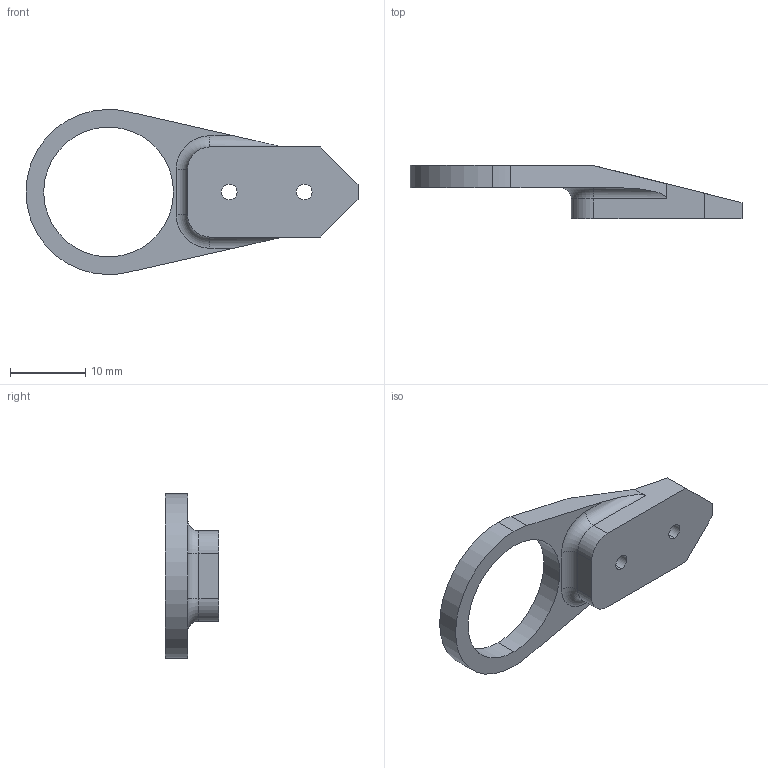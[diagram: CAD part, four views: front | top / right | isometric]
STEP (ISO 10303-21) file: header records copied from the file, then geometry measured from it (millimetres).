
FILE_DESCRIPTION (( 'STEP AP214' ), '1' );
FILE_NAME ('SLS_leg_upper_base.STEP', '2023-11-05T20:27:06', ( '' ), ( '' ), 'SwSTEP 2.0', 'SolidWorks 2023', '' );
FILE_SCHEMA (( 'AUTOMOTIVE_DESIGN' ));
Length unit declared in the file: millimetre
Products named in the file (1): SLS_leg_upper_base
Bounding box: 44.26 x 7.15 x 22.02 mm (x, y, z)
Volume: 1531.9 mm3; surface area: 1635.9 mm2
Topology: 1 solids, 1 shells, 33 faces, 89 edges, 58 vertices
Faces by surface type: cylinder 16, plane 15, torus 2
Entity records: 1077 total; most frequent: CARTESIAN_POINT 196, DIRECTION 183, ORIENTED_EDGE 178, EDGE_CURVE 89, AXIS2_PLACEMENT_3D 65, VERTEX_POINT 58, LINE 53, VECTOR 53
